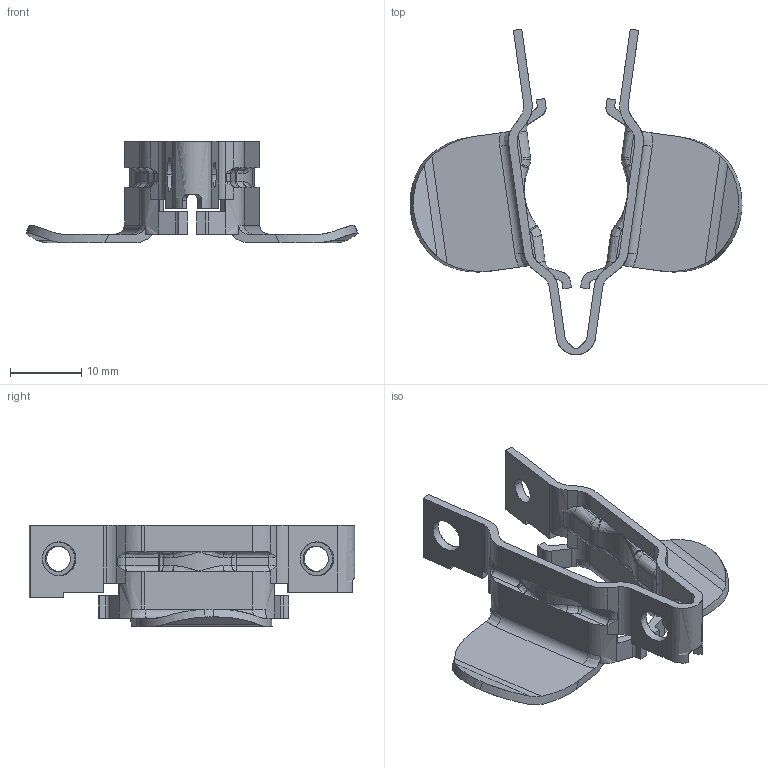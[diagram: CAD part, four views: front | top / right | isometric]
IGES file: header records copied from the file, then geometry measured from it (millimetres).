
Start section: SolidWorks IGES file using analytic representation for surfaces
Global section: file name: 15516.IGS; native system: SolidWorks 2014; preprocessor: SolidWorks 2014; author: sjohnson; date: 150120.151019; units: inch
Bounding box: 46.63 x 45.72 x 14.22 mm (x, y, z)
Surface area: 3701 mm2 (no closed solid volume)
Topology: 0 solids, 0 shells, 314 faces, 2540 edges, 2526 vertices
Faces by surface type: bspline 204, revolution 110
